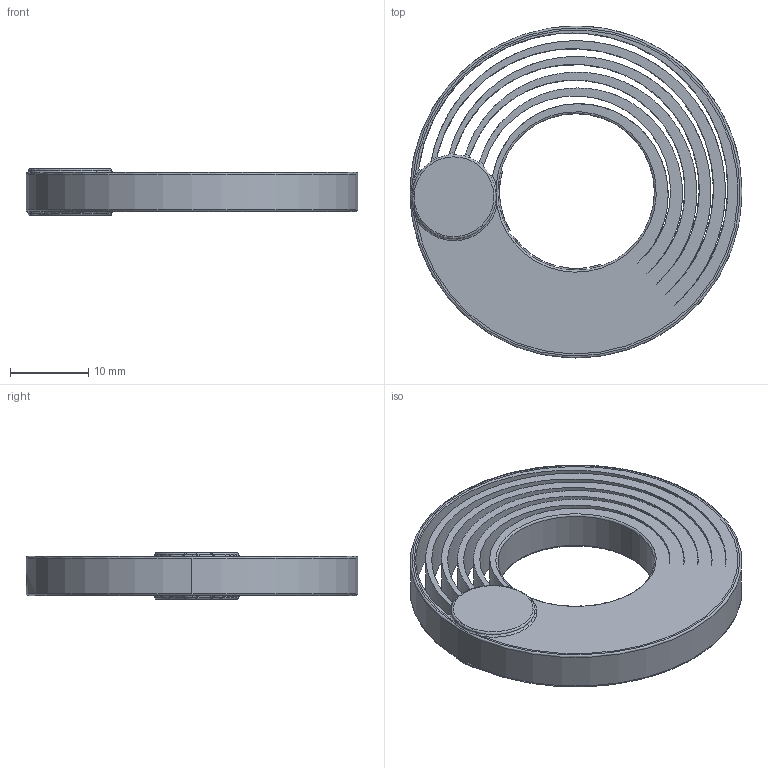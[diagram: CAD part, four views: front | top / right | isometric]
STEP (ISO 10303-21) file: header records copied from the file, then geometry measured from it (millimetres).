
FILE_DESCRIPTION( ('This file contains a STEP AP42 implementation' ,'as created by ZW3D STEP Interface translator.') ,'2;1' );
FILE_NAME( 'logo002.stp' ,'241024.17 146', (''), ('ZWCAD Software Co.'), 'Version 1.0', 'ZW3D to STEP translator', '' );
FILE_SCHEMA(('AUTOMOTIVE_DESIGN { 1 0 10303 214 1 1 1 1 }'));
Length unit declared in the file: millimetre
Products named in the file (37): 0; boss002; 呧蜦蠂捈2_鳧鳻僪1-1; 呧蜦蠂捈2_鳧鳻僪1-1_1; 呧蜦蠂捈2_鳧鳻僪1-1_2; 呧蜦蠂捈2_鳧鳻僪1-1_3; 呧蜦蠂捈2_鳧鳻僪1-1_4; 呧蜦蠂捈2_鳧鳻僪1-1_5; 呧蜦蠂捈2_鳧鳻僪1-1_6; 呧蜦蠂捈2_鳧鳻僪1-1_7; 呧蜦蠂捈2_鳧鳻僪1-1_8; 呧蜦蠂捈2_鳧鳻僪1-1_9; 呧蜦蠂捈2_鳧鳻僪1-1_10; 呧蜦蠂捈2_鳧鳻僪1-1_11; 呧蜦蠂捈2_鳧鳻僪1-1_12; 呧蜦蠂捈2_鳧鳻僪1-1_13; 呧蜦蠂捈2_鳧鳻僪1-1_14; 呧蜦蠂捈2_鳧鳻僪1-1_15; 呧蜦蠂捈2_鳧鳻僪1-1_16; 呧蜦蠂捈2_鳧鳻僪1-1_17; 呧蜦蠂捈2_鳧鳻僪1-1_18; 呧蜦蠂捈2_鳧鳻僪1-1_19; 呧蜦蠂捈2_鳧鳻僪1-1_20; 呧蜦蠂捈2_鳧鳻僪1-1_21; 呧蜦蠂捈2_鳧鳻僪1-1_22; 呧蜦蠂捈2_鳧鳻僪1-1_23; 呧蜦蠂捈2_鳧鳻僪1-1_24; 呧蜦蠂捈2_鳧鳻僪1-1_25; 呧蜦蠂捈2_鳧鳻僪1-1_26; 呧蜦蠂捈2_鳧鳻僪1-1_27; 呧蜦蠂捈2_鳧鳻僪1-1_28; 呧蜦蠂捈2_鳧鳻僪1-1_29; 呧蜦蠂捈2_鳧鳻僪1-1_30; 呧蜦蠂捈2_鳧鳻僪1-1_31; 呧蜦蠂捈2_鳧鳻僪1-1_32; 呧蜦蠂捈2_鳧鳻僪2; 呧蜦蠂捈2_鳧鳻僪2_1
Assembly tree (35 placements, depth 3):
  0
  boss002
    呧蜦蠂捈2_鳧鳻僪1-1
      呧蜦蠂捈2_鳧鳻僪1-1_1
      呧蜦蠂捈2_鳧鳻僪1-1_2
      呧蜦蠂捈2_鳧鳻僪1-1_3
      呧蜦蠂捈2_鳧鳻僪1-1_4
      呧蜦蠂捈2_鳧鳻僪1-1_5
      呧蜦蠂捈2_鳧鳻僪1-1_6
      呧蜦蠂捈2_鳧鳻僪1-1_7
      呧蜦蠂捈2_鳧鳻僪1-1_8
      呧蜦蠂捈2_鳧鳻僪1-1_9
      呧蜦蠂捈2_鳧鳻僪1-1_10
      呧蜦蠂捈2_鳧鳻僪1-1_11
      呧蜦蠂捈2_鳧鳻僪1-1_12
      呧蜦蠂捈2_鳧鳻僪1-1_13
      呧蜦蠂捈2_鳧鳻僪1-1_14
      呧蜦蠂捈2_鳧鳻僪1-1_15
      呧蜦蠂捈2_鳧鳻僪1-1_16
      呧蜦蠂捈2_鳧鳻僪1-1_17
      呧蜦蠂捈2_鳧鳻僪1-1_18
      呧蜦蠂捈2_鳧鳻僪1-1_19
      呧蜦蠂捈2_鳧鳻僪1-1_20
      呧蜦蠂捈2_鳧鳻僪1-1_21
      呧蜦蠂捈2_鳧鳻僪1-1_22
      呧蜦蠂捈2_鳧鳻僪1-1_23
      呧蜦蠂捈2_鳧鳻僪1-1_24
      呧蜦蠂捈2_鳧鳻僪1-1_25
      呧蜦蠂捈2_鳧鳻僪1-1_26
      呧蜦蠂捈2_鳧鳻僪1-1_27
      呧蜦蠂捈2_鳧鳻僪1-1_28
      呧蜦蠂捈2_鳧鳻僪1-1_29
      呧蜦蠂捈2_鳧鳻僪1-1_30
      呧蜦蠂捈2_鳧鳻僪1-1_31
      呧蜦蠂捈2_鳧鳻僪1-1_32
    呧蜦蠂捈2_鳧鳻僪2
      呧蜦蠂捈2_鳧鳻僪2_1
Bounding box: 42.5 x 42.5 x 6 mm (x, y, z)
Volume: 4494.3 mm3; surface area: 7137 mm2
Topology: 33 solids, 33 shells, 728 faces, 2053 edges, 1407 vertices
Faces by surface type: plane 302, bspline 273, cylinder 125, torus 28
Full cylindrical faces by diameter (mm): 41.494 x2
Entity records: 32392 total; most frequent: CARTESIAN_POINT 15571, ORIENTED_EDGE 4126, EDGE_CURVE 2063, B_SPLINE_CURVE_WITH_KNOTS 1650, DIRECTION 1644, VERTEX_POINT 1417, EDGE_LOOP 796, FACE_OUTER_BOUND 728
